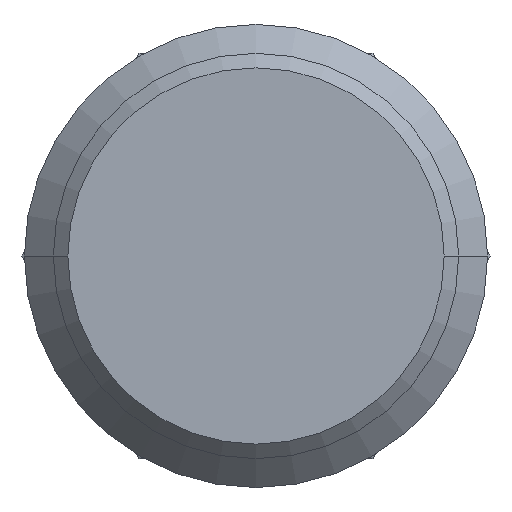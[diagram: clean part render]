
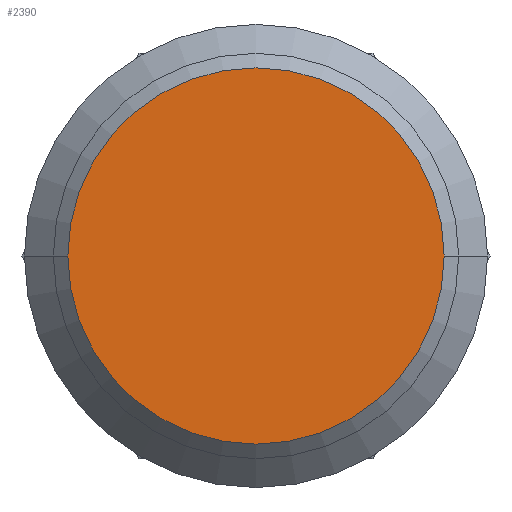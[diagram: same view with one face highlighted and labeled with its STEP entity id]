
A CAD part, front view. The second image highlights one B-rep face of the part: STEP entity #2390.
In plain terms, the highlighted planar face has unit normal (0, -1, 0).
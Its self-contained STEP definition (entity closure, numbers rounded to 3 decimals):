
#937=CARTESIAN_POINT('',(0.,-45.,0.));
#938=DIRECTION('',(0.,-1.,0.));
#939=DIRECTION('',(1.,0.,0.));
#940=AXIS2_PLACEMENT_3D('',#937,#938,#939);
#942=CARTESIAN_POINT('',(0.,-45.,0.));
#943=DIRECTION('',(0.,-1.,0.));
#944=DIRECTION('',(-1.,0.,0.));
#945=AXIS2_PLACEMENT_3D('',#942,#943,#944);
#983=CARTESIAN_POINT('',(-3.25,-45.,0.));
#984=VERTEX_POINT('',#983);
#985=CARTESIAN_POINT('',(3.25,-45.,0.));
#986=VERTEX_POINT('',#985);
#2381=CARTESIAN_POINT('',(-1.625,-45.,0.));
#2382=DIRECTION('',(0.,-1.,0.));
#2383=DIRECTION('',(1.,0.,0.));
#2384=AXIS2_PLACEMENT_3D('',#2381,#2382,#2383);
#2385=PLANE('',#2384);
#2386=ORIENTED_EDGE('',*,*,#2369,.F.);
#2387=ORIENTED_EDGE('',*,*,#2346,.F.);
#2388=EDGE_LOOP('',(#2386,#2387));
#2389=FACE_OUTER_BOUND('',#2388,.F.);
#2390=ADVANCED_FACE('',(#2389),#2385,.T.);
#941=CIRCLE('',#940,3.25);
#946=CIRCLE('',#945,3.25);
#2346=EDGE_CURVE('',#984,#986,#946,.T.);
#2369=EDGE_CURVE('',#986,#984,#941,.T.);
